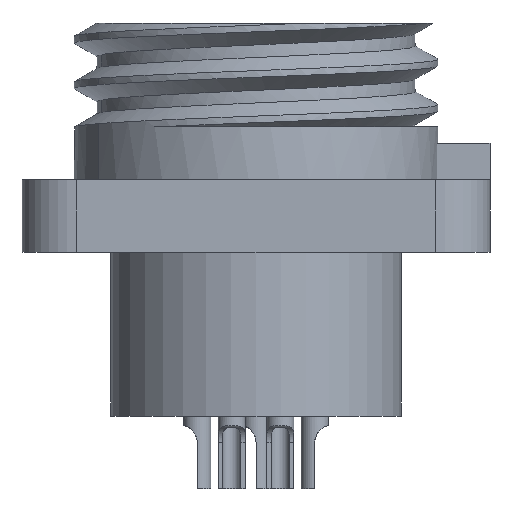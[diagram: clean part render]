
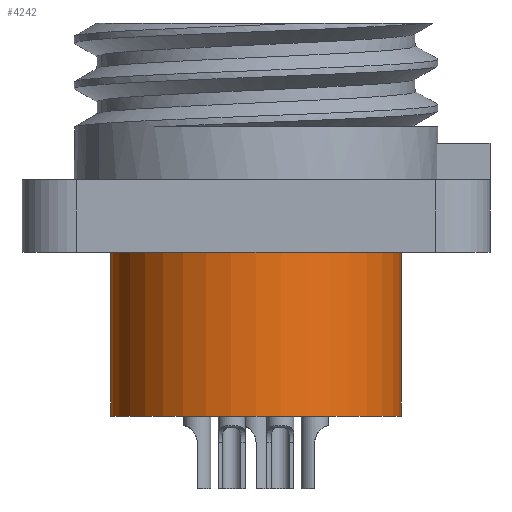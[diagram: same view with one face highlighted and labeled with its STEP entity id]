
A CAD part, left-side view. The second image highlights one B-rep face of the part: STEP entity #4242.
In plain terms, the highlighted cylindrical face has radius 8 mm (diameter 16 mm), a partial arc.
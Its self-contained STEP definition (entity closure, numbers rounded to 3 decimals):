
#166 = DIRECTION ( 'NONE',  ( 0., 0., -1. ) ) ;
#227 = CIRCLE ( 'NONE', #10374, 8. ) ;
#337 = VERTEX_POINT ( 'NONE', #7007 ) ;
#474 = LINE ( 'NONE', #4603, #13127 ) ;
#494 = VERTEX_POINT ( 'NONE', #1368 ) ;
#938 = CARTESIAN_POINT ( 'NONE',  ( 0., 0., 0. ) ) ;
#1368 = CARTESIAN_POINT ( 'NONE',  ( 0., -8., 9. ) ) ;
#1934 = ORIENTED_EDGE ( 'NONE', *, *, #7621, .T. ) ;
#1988 = EDGE_CURVE ( 'NONE', #494, #9861, #474, .T. ) ;
#2017 = CARTESIAN_POINT ( 'NONE',  ( 0., -8., 0. ) ) ;
#2973 = CARTESIAN_POINT ( 'NONE',  ( 0., 0., 9. ) ) ;
#2992 = VERTEX_POINT ( 'NONE', #4709 ) ;
#3353 = AXIS2_PLACEMENT_3D ( 'NONE', #2973, #10277, #7098 ) ;
#3357 = CARTESIAN_POINT ( 'NONE',  ( 0., 8., 9. ) ) ;
#3743 = EDGE_LOOP ( 'NONE', ( #8856, #10075, #10988, #1934 ) ) ;
#3853 = DIRECTION ( 'NONE',  ( 0., 1., 0. ) ) ;
#4242 = ADVANCED_FACE ( 'NONE', ( #8117 ), #7987, .T. ) ;
#4603 = CARTESIAN_POINT ( 'NONE',  ( 0., -8., 9. ) ) ;
#4709 = CARTESIAN_POINT ( 'NONE',  ( 0., 8., 9. ) ) ;
#5062 = DIRECTION ( 'NONE',  ( 0., 0., 1. ) ) ;
#5286 = CARTESIAN_POINT ( 'NONE',  ( 0., 0., 9. ) ) ;
#7007 = CARTESIAN_POINT ( 'NONE',  ( 0., 8., 0. ) ) ;
#7098 = DIRECTION ( 'NONE',  ( 0., 1., 0. ) ) ;
#7555 = LINE ( 'NONE', #3357, #11690 ) ;
#7621 = EDGE_CURVE ( 'NONE', #337, #9861, #227, .T. ) ;
#7987 = CYLINDRICAL_SURFACE ( 'NONE', #3353, 8. ) ;
#8104 = EDGE_CURVE ( 'NONE', #2992, #337, #7555, .T. ) ;
#8117 = FACE_OUTER_BOUND ( 'NONE', #3743, .T. ) ;
#8856 = ORIENTED_EDGE ( 'NONE', *, *, #1988, .F. ) ;
#9861 = VERTEX_POINT ( 'NONE', #2017 ) ;
#10075 = ORIENTED_EDGE ( 'NONE', *, *, #13124, .T. ) ;
#10277 = DIRECTION ( 'NONE',  ( 0., 0., -1. ) ) ;
#10374 = AXIS2_PLACEMENT_3D ( 'NONE', #938, #5062, #3853 ) ;
#10886 = DIRECTION ( 'NONE',  ( 0., 0., -1. ) ) ;
#10988 = ORIENTED_EDGE ( 'NONE', *, *, #8104, .T. ) ;
#11008 = CIRCLE ( 'NONE', #12727, 8. ) ;
#11690 = VECTOR ( 'NONE', #10886, 1000. ) ;
#11792 = DIRECTION ( 'NONE',  ( 0., 0., -1. ) ) ;
#12542 = DIRECTION ( 'NONE',  ( 0., 1., 0. ) ) ;
#12727 = AXIS2_PLACEMENT_3D ( 'NONE', #5286, #166, #12542 ) ;
#13124 = EDGE_CURVE ( 'NONE', #494, #2992, #11008, .T. ) ;
#13127 = VECTOR ( 'NONE', #11792, 1000. ) ;
